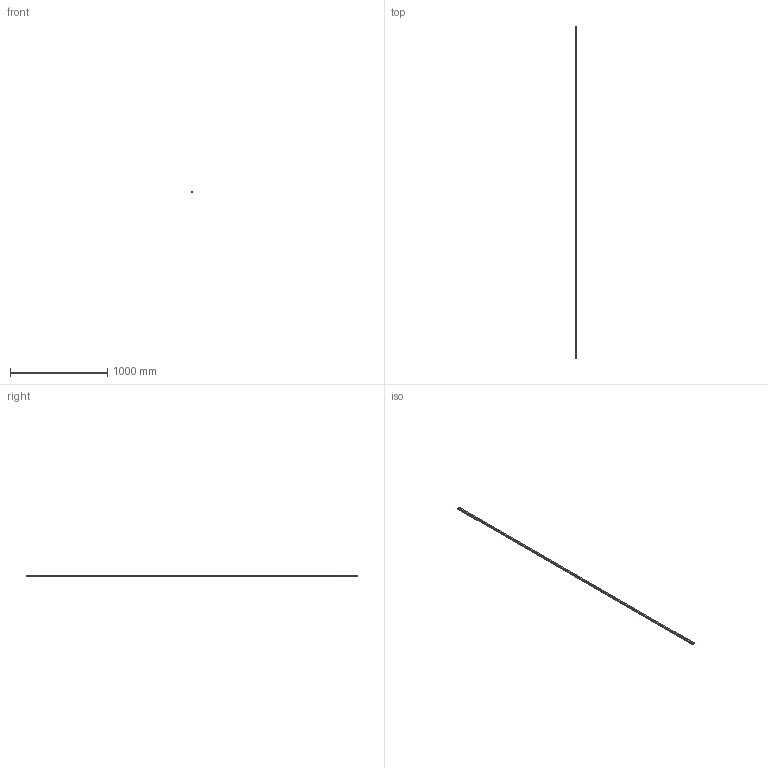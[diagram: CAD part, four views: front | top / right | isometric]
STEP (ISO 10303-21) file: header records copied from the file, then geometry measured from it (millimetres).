
FILE_DESCRIPTION(('STEP AP214'),'1');
FILE_NAME('cctmp_F7081CC9-99D1-4A66-AD72-A69DF65473C7_2021_01_22_12_47_42_0060..stp','2021-01-22T11:47:42',('HIWIN GmbH'),('CADClick - www.CADClick.com'),'Spatial InterOp 3D',' ','unknown authorization');
FILE_SCHEMA(('AUTOMOTIVE_DESIGN'));
Length unit declared in the file: millimetre
Products named in the file (1): HGR20T3410C_FILE
Bounding box: 20 x 3410 x 17.5 mm (x, y, z)
Volume: 1007112.4 mm3; surface area: 271720.7 mm2
Topology: 1 solids, 1 shells, 335 faces, 873 edges, 487 vertices
Faces by surface type: cylinder 136, cone 114, plane 85
Entity records: 12073 total; most frequent: DIRECTION 1703, CARTESIAN_POINT 1582, ORIENTED_EDGE 1518, EDGE_CURVE 759, AXIS2_PLACEMENT_3D 608, VERTEX_POINT 487, LINE 487, VECTOR 487
